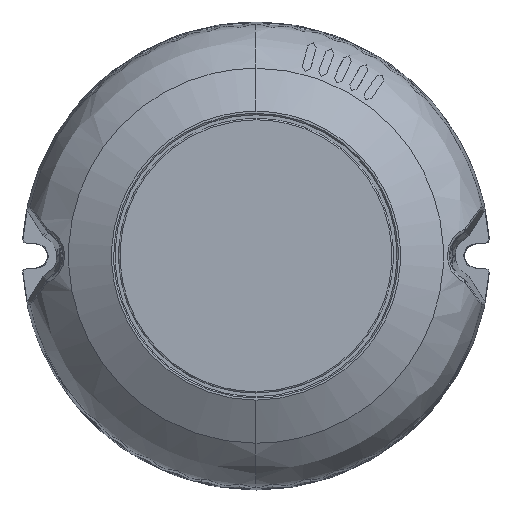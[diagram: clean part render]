
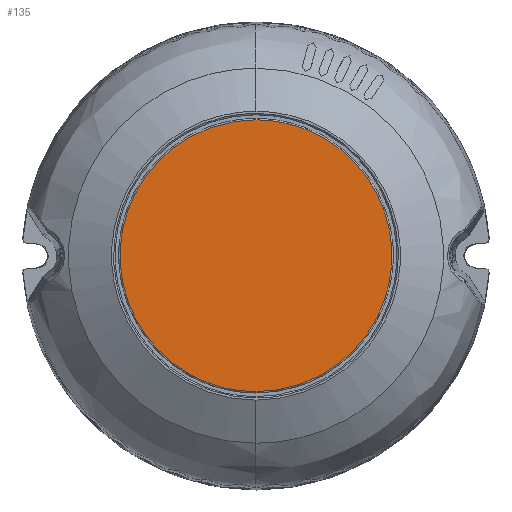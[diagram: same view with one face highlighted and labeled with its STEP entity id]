
A CAD part, top view. The second image highlights one B-rep face of the part: STEP entity #135.
In plain terms, the highlighted planar face has unit normal (0, 0, 1).
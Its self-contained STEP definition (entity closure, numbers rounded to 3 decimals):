
#135=ADVANCED_FACE('',(#396),#3859,.T.);
#396=FACE_OUTER_BOUND('',#663,.T.);
#663=EDGE_LOOP('',(#1464,#1465));
#1464=ORIENTED_EDGE('',*,*,#2519,.T.);
#1465=ORIENTED_EDGE('',*,*,#2523,.T.);
#2519=EDGE_CURVE('',#3736,#3737,#2916,.T.);
#2523=EDGE_CURVE('',#3737,#3736,#2920,.T.);
#2916=(
BOUNDED_CURVE()
B_SPLINE_CURVE(2,(#13553,#13554,#13555,#13556,#13557),.UNSPECIFIED.,.F.,
 .F.)
B_SPLINE_CURVE_WITH_KNOTS((3,2,3),(-76.67,-38.335,0.),
 .UNSPECIFIED.)
CURVE()
GEOMETRIC_REPRESENTATION_ITEM()
RATIONAL_B_SPLINE_CURVE((1.,0.707,1.,0.707,1.))
REPRESENTATION_ITEM('')
);
#2920=(
BOUNDED_CURVE()
B_SPLINE_CURVE(2,(#13569,#13570,#13571,#13572,#13573),.UNSPECIFIED.,.F.,
 .F.)
B_SPLINE_CURVE_WITH_KNOTS((3,2,3),(-76.67,-38.335,0.),
 .UNSPECIFIED.)
CURVE()
GEOMETRIC_REPRESENTATION_ITEM()
RATIONAL_B_SPLINE_CURVE((1.,0.707,1.,0.707,1.))
REPRESENTATION_ITEM('')
);
#3736=VERTEX_POINT('',#11416);
#3737=VERTEX_POINT('',#11417);
#3859=PLANE('',#4140);
#4140=AXIS2_PLACEMENT_3D('',#7061,#4171,$);
#4171=DIRECTION('',(0.,0.,1.));
#7061=CARTESIAN_POINT('',(-23.121,-10.221,12.9));
#11416=CARTESIAN_POINT('',(0.,-6.268,12.9));
#11417=CARTESIAN_POINT('',(0.,32.068,12.9));
#13553=CARTESIAN_POINT('',(0.,-6.268,12.9));
#13554=CARTESIAN_POINT('',(19.168,-6.268,12.9));
#13555=CARTESIAN_POINT('',(19.168,12.9,12.9));
#13556=CARTESIAN_POINT('',(19.168,32.068,12.9));
#13557=CARTESIAN_POINT('',(0.,32.068,12.9));
#13569=CARTESIAN_POINT('',(0.,32.068,12.9));
#13570=CARTESIAN_POINT('',(-19.168,32.068,12.9));
#13571=CARTESIAN_POINT('',(-19.168,12.9,12.9));
#13572=CARTESIAN_POINT('',(-19.168,-6.268,12.9));
#13573=CARTESIAN_POINT('',(0.,-6.268,12.9));
